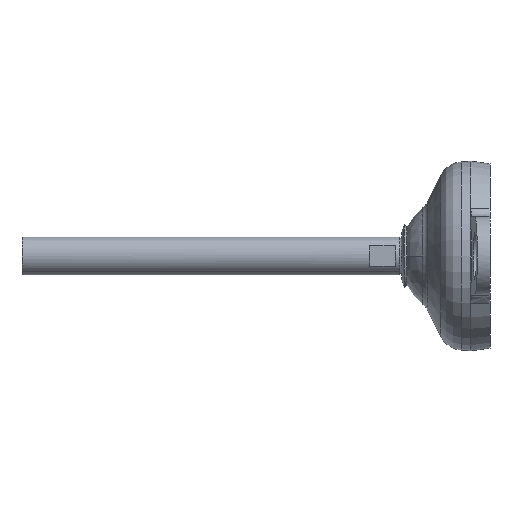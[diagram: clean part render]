
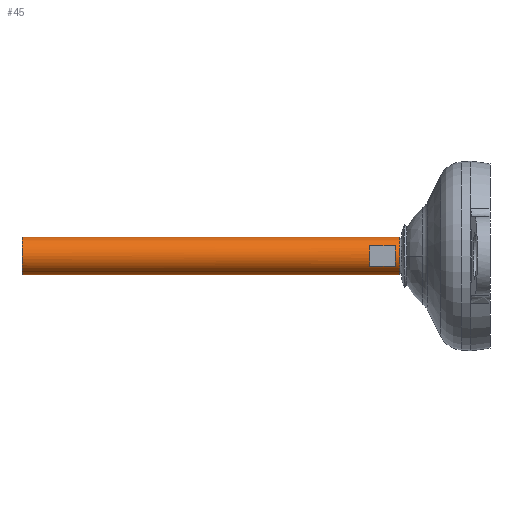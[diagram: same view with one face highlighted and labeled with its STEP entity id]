
A CAD part, left-side view. The second image highlights one B-rep face of the part: STEP entity #45.
In plain terms, the highlighted cylindrical face has radius 6 mm (diameter 12 mm), a partial arc.
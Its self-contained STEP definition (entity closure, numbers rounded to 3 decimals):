
#22 = CARTESIAN_POINT ( 'NONE',  ( 0., 0., 6. ) ) ;
#25 = VERTEX_POINT ( 'NONE', #1229 ) ;
#26 = CARTESIAN_POINT ( 'NONE',  ( 0., 30., 0. ) ) ;
#45 = ADVANCED_FACE ( 'NONE', ( #805, #248 ), #1452, .T. ) ;
#63 = DIRECTION ( 'NONE',  ( 0., 0., -1. ) ) ;
#97 = VERTEX_POINT ( 'NONE', #1716 ) ;
#211 = EDGE_CURVE ( 'NONE', #97, #1370, #1549, .T. ) ;
#237 = DIRECTION ( 'NONE',  ( 0., 1., 0. ) ) ;
#240 = CARTESIAN_POINT ( 'NONE',  ( 0., 28.5, 6. ) ) ;
#248 = FACE_BOUND ( 'NONE', #902, .T. ) ;
#263 = CARTESIAN_POINT ( 'NONE',  ( -5., 38., 3.317 ) ) ;
#273 = CARTESIAN_POINT ( 'NONE',  ( 0., 148., 0. ) ) ;
#277 = EDGE_CURVE ( 'NONE', #97, #802, #1091, .T. ) ;
#286 = AXIS2_PLACEMENT_3D ( 'NONE', #273, #1373, #1367 ) ;
#298 = VECTOR ( 'NONE', #237, 1000. ) ;
#300 = EDGE_CURVE ( 'NONE', #25, #1633, #423, .T. ) ;
#333 = VERTEX_POINT ( 'NONE', #580 ) ;
#339 = LINE ( 'NONE', #1536, #882 ) ;
#406 = EDGE_CURVE ( 'NONE', #1370, #1701, #339, .T. ) ;
#422 = DIRECTION ( 'NONE',  ( 0., 0., -1. ) ) ;
#423 = CIRCLE ( 'NONE', #823, 6. ) ;
#434 = CARTESIAN_POINT ( 'NONE',  ( -5., 0., 3.317 ) ) ;
#437 = CARTESIAN_POINT ( 'NONE',  ( -5., 30., 3.317 ) ) ;
#539 = CIRCLE ( 'NONE', #989, 6. ) ;
#547 = DIRECTION ( 'NONE',  ( 0., -1., 0. ) ) ;
#576 = EDGE_LOOP ( 'NONE', ( #1605, #1038, #894, #1494 ) ) ;
#580 = CARTESIAN_POINT ( 'NONE',  ( -5., 30., -3.317 ) ) ;
#726 = LINE ( 'NONE', #434, #824 ) ;
#753 = CARTESIAN_POINT ( 'NONE',  ( -5., 0., -3.317 ) ) ;
#775 = EDGE_CURVE ( 'NONE', #802, #1701, #1238, .T. ) ;
#787 = CARTESIAN_POINT ( 'NONE',  ( 0., 0., 0. ) ) ;
#802 = VERTEX_POINT ( 'NONE', #240 ) ;
#805 = FACE_OUTER_BOUND ( 'NONE', #576, .T. ) ;
#823 = AXIS2_PLACEMENT_3D ( 'NONE', #1623, #1226, #869 ) ;
#824 = VECTOR ( 'NONE', #1397, 1000. ) ;
#835 = ORIENTED_EDGE ( 'NONE', *, *, #300, .T. ) ;
#869 = DIRECTION ( 'NONE',  ( 0., 0., 1. ) ) ;
#882 = VECTOR ( 'NONE', #1530, 1000. ) ;
#894 = ORIENTED_EDGE ( 'NONE', *, *, #406, .T. ) ;
#902 = EDGE_LOOP ( 'NONE', ( #945, #835, #1260, #1588 ) ) ;
#945 = ORIENTED_EDGE ( 'NONE', *, *, #1199, .T. ) ;
#989 = AXIS2_PLACEMENT_3D ( 'NONE', #26, #547, #422 ) ;
#1001 = EDGE_CURVE ( 'NONE', #1643, #333, #539, .T. ) ;
#1038 = ORIENTED_EDGE ( 'NONE', *, *, #211, .T. ) ;
#1076 = EDGE_CURVE ( 'NONE', #1633, #1643, #726, .T. ) ;
#1091 = LINE ( 'NONE', #22, #1693 ) ;
#1199 = EDGE_CURVE ( 'NONE', #333, #25, #1424, .T. ) ;
#1226 = DIRECTION ( 'NONE',  ( 0., 1., 0. ) ) ;
#1229 = CARTESIAN_POINT ( 'NONE',  ( -5., 38., -3.317 ) ) ;
#1238 = CIRCLE ( 'NONE', #1642, 6. ) ;
#1260 = ORIENTED_EDGE ( 'NONE', *, *, #1076, .T. ) ;
#1339 = DIRECTION ( 'NONE',  ( 0., 0., -1. ) ) ;
#1367 = DIRECTION ( 'NONE',  ( 0., 0., -1. ) ) ;
#1370 = VERTEX_POINT ( 'NONE', #1690 ) ;
#1373 = DIRECTION ( 'NONE',  ( 0., -1., 0. ) ) ;
#1392 = CARTESIAN_POINT ( 'NONE',  ( 0., 28.5, 0. ) ) ;
#1397 = DIRECTION ( 'NONE',  ( 0., -1., 0. ) ) ;
#1399 = DIRECTION ( 'NONE',  ( 0., -1., 0. ) ) ;
#1424 = LINE ( 'NONE', #753, #298 ) ;
#1452 = CYLINDRICAL_SURFACE ( 'NONE', #1493, 6. ) ;
#1493 = AXIS2_PLACEMENT_3D ( 'NONE', #787, #1601, #1339 ) ;
#1494 = ORIENTED_EDGE ( 'NONE', *, *, #775, .F. ) ;
#1507 = CARTESIAN_POINT ( 'NONE',  ( 0., 28.5, -6. ) ) ;
#1530 = DIRECTION ( 'NONE',  ( 0., -1., 0. ) ) ;
#1536 = CARTESIAN_POINT ( 'NONE',  ( 0., 0., -6. ) ) ;
#1549 = CIRCLE ( 'NONE', #286, 6. ) ;
#1588 = ORIENTED_EDGE ( 'NONE', *, *, #1001, .T. ) ;
#1601 = DIRECTION ( 'NONE',  ( 0., -1., 0. ) ) ;
#1605 = ORIENTED_EDGE ( 'NONE', *, *, #277, .F. ) ;
#1623 = CARTESIAN_POINT ( 'NONE',  ( 0., 38., 0. ) ) ;
#1633 = VERTEX_POINT ( 'NONE', #263 ) ;
#1642 = AXIS2_PLACEMENT_3D ( 'NONE', #1392, #1399, #63 ) ;
#1643 = VERTEX_POINT ( 'NONE', #437 ) ;
#1652 = DIRECTION ( 'NONE',  ( 0., -1., 0. ) ) ;
#1690 = CARTESIAN_POINT ( 'NONE',  ( 0., 148., -6. ) ) ;
#1693 = VECTOR ( 'NONE', #1652, 1000. ) ;
#1701 = VERTEX_POINT ( 'NONE', #1507 ) ;
#1716 = CARTESIAN_POINT ( 'NONE',  ( 0., 148., 6. ) ) ;
